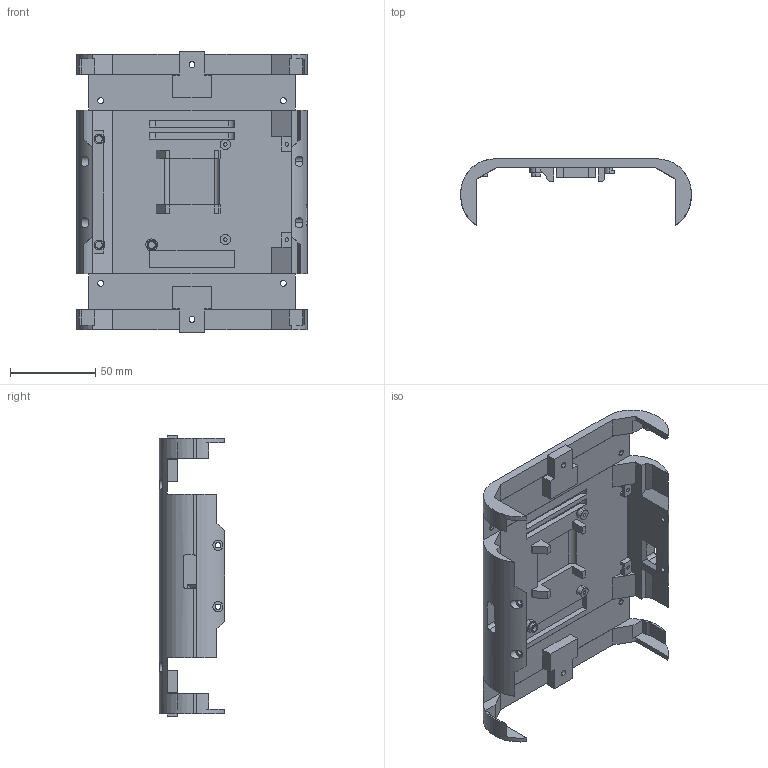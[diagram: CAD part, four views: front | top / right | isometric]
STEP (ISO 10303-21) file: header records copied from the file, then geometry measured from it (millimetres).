
FILE_DESCRIPTION (( 'STEP AP214' ), '1' );
FILE_NAME ('top_x1.STEP', '2021-05-02T05:06:40', ( '' ), ( '' ), 'SwSTEP 2.0', 'SolidWorks 2019', '' );
FILE_SCHEMA (( 'AUTOMOTIVE_DESIGN' ));
Length unit declared in the file: millimetre
Products named in the file (1): top_x1
Bounding box: 135 x 38.5 x 164.5 mm (x, y, z)
Volume: 134669 mm3; surface area: 63630.1 mm2
Topology: 1 solids, 1 shells, 307 faces, 823 edges, 546 vertices
Faces by surface type: plane 201, cylinder 106
Entity records: 10189 total; most frequent: CARTESIAN_POINT 2301, ORIENTED_EDGE 1646, DIRECTION 1599, EDGE_CURVE 823, VECTOR 575, LINE 575, VERTEX_POINT 546, AXIS2_PLACEMENT_3D 512
